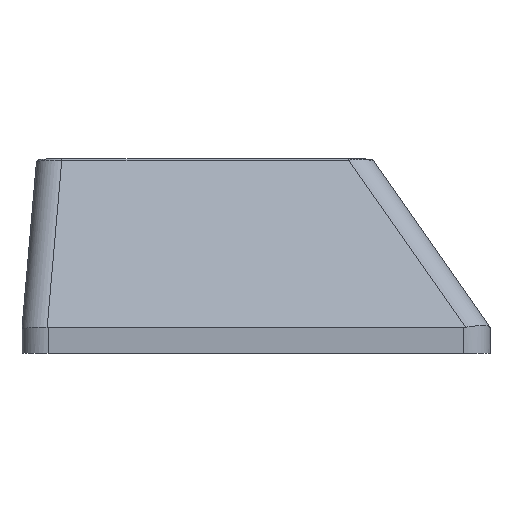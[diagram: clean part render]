
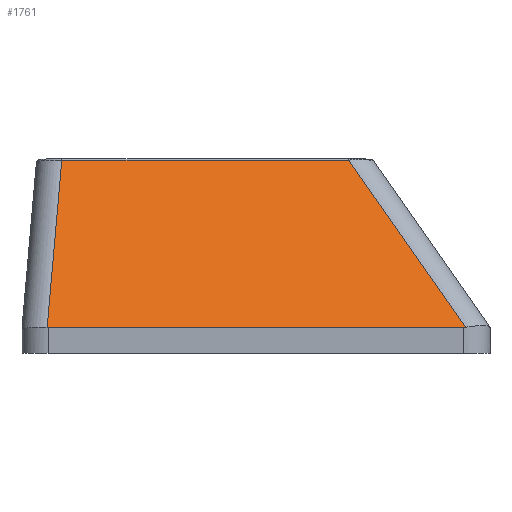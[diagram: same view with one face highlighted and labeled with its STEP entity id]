
A CAD part, left-side view. The second image highlights one B-rep face of the part: STEP entity #1761.
In plain terms, the highlighted planar face has unit normal (-0.906, 0, 0.423).
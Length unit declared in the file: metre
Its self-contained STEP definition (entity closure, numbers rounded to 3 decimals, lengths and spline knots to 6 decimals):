
#19=PLANE('',#1905);
#91=ELLIPSE('',#1906,0.002366,0.001);
#92=ELLIPSE('',#1907,0.002366,0.001);
#185=LINE('',#2720,#367);
#186=LINE('',#2723,#368);
#187=LINE('',#2725,#369);
#188=LINE('',#2729,#370);
#367=VECTOR('',#2132,1.);
#368=VECTOR('',#2133,1.);
#369=VECTOR('',#2134,1.);
#370=VECTOR('',#2137,1.);
#591=ORIENTED_EDGE('',*,*,#1127,.T.);
#592=ORIENTED_EDGE('',*,*,#1128,.T.);
#593=ORIENTED_EDGE('',*,*,#1129,.T.);
#594=ORIENTED_EDGE('',*,*,#1130,.T.);
#595=ORIENTED_EDGE('',*,*,#1131,.F.);
#596=ORIENTED_EDGE('',*,*,#1132,.T.);
#1127=EDGE_CURVE('',#1395,#1396,#185,.F.);
#1128=EDGE_CURVE('',#1396,#1397,#186,.T.);
#1129=EDGE_CURVE('',#1397,#1398,#187,.F.);
#1130=EDGE_CURVE('',#1398,#1399,#91,.T.);
#1131=EDGE_CURVE('',#1400,#1399,#188,.T.);
#1132=EDGE_CURVE('',#1400,#1395,#92,.T.);
#1395=VERTEX_POINT('',#2721);
#1396=VERTEX_POINT('',#2722);
#1397=VERTEX_POINT('',#2724);
#1398=VERTEX_POINT('',#2726);
#1399=VERTEX_POINT('',#2728);
#1400=VERTEX_POINT('',#2730);
#1528=EDGE_LOOP('',(#591,#592,#593,#594,#595,#596));
#1636=FACE_BOUND('',#1528,.T.);
#1761=ADVANCED_FACE('',(#1636),#19,.T.);
#1905=AXIS2_PLACEMENT_3D('',#2719,#2130,#2131);
#1906=AXIS2_PLACEMENT_3D('',#2727,#2135,#2136);
#1907=AXIS2_PLACEMENT_3D('',#2731,#2138,#2139);
#2130=DIRECTION('',(-0.906,0.,0.423));
#2131=DIRECTION('',(0.423,0.,0.906));
#2132=DIRECTION('',(-0.357,-0.536,-0.765));
#2133=DIRECTION('',(0.,1.,0.));
#2134=DIRECTION('',(0.421,-0.079,0.903));
#2135=DIRECTION('',(-0.906,0.,0.423));
#2136=DIRECTION('',(-0.423,0.,-0.906));
#2137=DIRECTION('',(0.,1.,0.));
#2138=DIRECTION('',(-0.906,0.,0.423));
#2139=DIRECTION('',(0.423,0.,0.906));
#2719=CARTESIAN_POINT('',(-0.019391,-0.009,0.00425));
#2720=CARTESIAN_POINT('',(-0.018052,-0.003789,0.007121));
#2721=CARTESIAN_POINT('',(-0.020904,-0.008071,0.001005));
#2722=CARTESIAN_POINT('',(-0.017904,-0.003567,0.007438));
#2723=CARTESIAN_POINT('',(-0.017904,-0.009,0.007438));
#2724=CARTESIAN_POINT('',(-0.017904,0.00747,0.007438));
#2725=CARTESIAN_POINT('',(-0.020938,0.008039,0.000931));
#2726=CARTESIAN_POINT('',(-0.020906,0.008033,0.001001));
#2727=CARTESIAN_POINT('',(-0.019906,0.008,0.003145));
#2728=CARTESIAN_POINT('',(-0.020906,0.008,0.001));
#2729=CARTESIAN_POINT('',(-0.020906,-0.009,0.001));
#2730=CARTESIAN_POINT('',(-0.020906,-0.008,0.001));
#2731=CARTESIAN_POINT('',(-0.019906,-0.008,0.003145));
